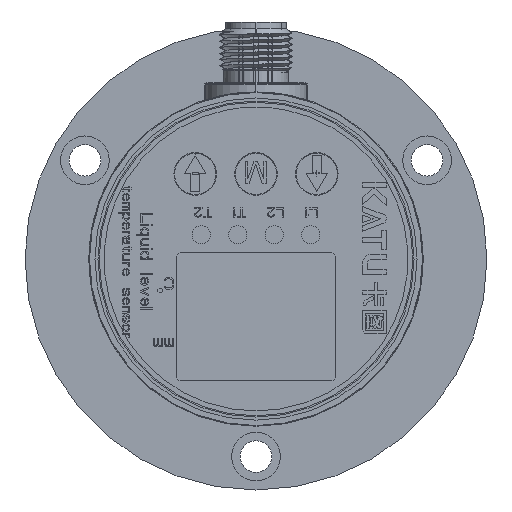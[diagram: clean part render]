
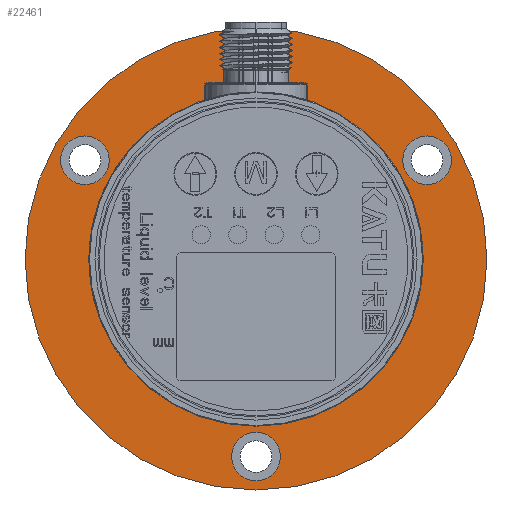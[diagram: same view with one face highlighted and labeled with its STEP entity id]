
A CAD part, left-side view. The second image highlights one B-rep face of the part: STEP entity #22461.
In plain terms, the highlighted planar face has unit normal (-1, 0, 0).
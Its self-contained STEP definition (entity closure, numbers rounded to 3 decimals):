
#270 = DIRECTION ( 'NONE',  ( -1., 0., 0. ) ) ;
#831 = ORIENTED_EDGE ( 'NONE', *, *, #30606, .F. ) ;
#1047 = EDGE_LOOP ( 'NONE', ( #16808, #33062 ) ) ;
#2217 = CARTESIAN_POINT ( 'NONE',  ( 40., 8.958, 26. ) ) ;
#2540 = DIRECTION ( 'NONE',  ( 0., 0., -1. ) ) ;
#3116 = CARTESIAN_POINT ( 'NONE',  ( 40., 0., 38. ) ) ;
#3645 = CARTESIAN_POINT ( 'NONE',  ( 40., 0., 0. ) ) ;
#4499 = EDGE_CURVE ( 'NONE', #47120, #30615, #21246, .T. ) ;
#4795 = DIRECTION ( 'NONE',  ( 0., 0., -1. ) ) ;
#4851 = CARTESIAN_POINT ( 'NONE',  ( 40., 0., -32.5 ) ) ;
#5223 = DIRECTION ( 'NONE',  ( 0., -1., 0. ) ) ;
#6014 = AXIS2_PLACEMENT_3D ( 'NONE', #8932, #270, #21780 ) ;
#6259 = CIRCLE ( 'NONE', #12356, 27.5 ) ;
#6320 = EDGE_CURVE ( 'NONE', #30615, #47120, #10199, .T. ) ;
#6741 = CIRCLE ( 'NONE', #6014, 4. ) ;
#7017 = EDGE_CURVE ( 'NONE', #48295, #9576, #52596, .T. ) ;
#7649 = EDGE_CURVE ( 'NONE', #46129, #48295, #36940, .T. ) ;
#7924 = EDGE_LOOP ( 'NONE', ( #36440, #54472 ) ) ;
#8710 = DIRECTION ( 'NONE',  ( -1., 0., 0. ) ) ;
#8932 = CARTESIAN_POINT ( 'NONE',  ( 40., -28.146, 16.25 ) ) ;
#9576 = VERTEX_POINT ( 'NONE', #2217 ) ;
#9762 = PLANE ( 'NONE',  #18900 ) ;
#9807 = EDGE_LOOP ( 'NONE', ( #20501, #25471 ) ) ;
#10154 = CIRCLE ( 'NONE', #12522, 38. ) ;
#10199 = CIRCLE ( 'NONE', #50506, 4. ) ;
#10295 = ORIENTED_EDGE ( 'NONE', *, *, #7649, .F. ) ;
#10549 = EDGE_CURVE ( 'NONE', #46129, #9576, #6259, .T. ) ;
#11823 = DIRECTION ( 'NONE',  ( 0., 1., 0. ) ) ;
#12356 = AXIS2_PLACEMENT_3D ( 'NONE', #24275, #36907, #32196 ) ;
#12522 = AXIS2_PLACEMENT_3D ( 'NONE', #26321, #47542, #4795 ) ;
#13662 = CARTESIAN_POINT ( 'NONE',  ( 40., -24.146, 16.25 ) ) ;
#14086 = DIRECTION ( 'NONE',  ( 0., 1., 0. ) ) ;
#15613 = CARTESIAN_POINT ( 'NONE',  ( 40., 4., -32.5 ) ) ;
#15821 = EDGE_CURVE ( 'NONE', #24902, #35483, #26927, .T. ) ;
#15934 = DIRECTION ( 'NONE',  ( 0., 1., 0. ) ) ;
#16030 = DIRECTION ( 'NONE',  ( 0., 1., 0. ) ) ;
#16180 = CARTESIAN_POINT ( 'NONE',  ( 40., 28.146, 16.25 ) ) ;
#16757 = ORIENTED_EDGE ( 'NONE', *, *, #25581, .F. ) ;
#16808 = ORIENTED_EDGE ( 'NONE', *, *, #26481, .F. ) ;
#17400 = DIRECTION ( 'NONE',  ( 0., 1., 0. ) ) ;
#18900 = AXIS2_PLACEMENT_3D ( 'NONE', #52923, #39945, #14086 ) ;
#20501 = ORIENTED_EDGE ( 'NONE', *, *, #15821, .T. ) ;
#20506 = DIRECTION ( 'NONE',  ( 0., -1., 0. ) ) ;
#21246 = CIRCLE ( 'NONE', #33121, 4. ) ;
#21254 = DIRECTION ( 'NONE',  ( -1., 0., 0. ) ) ;
#21780 = DIRECTION ( 'NONE',  ( 0., -1., 0. ) ) ;
#22461 = ADVANCED_FACE ( 'NONE', ( #26752, #31459, #49626, #27413, #35525 ), #9762, .F. ) ;
#24275 = CARTESIAN_POINT ( 'NONE',  ( 40., 0., 0. ) ) ;
#24902 = VERTEX_POINT ( 'NONE', #48514 ) ;
#25307 = EDGE_LOOP ( 'NONE', ( #831, #16757 ) ) ;
#25471 = ORIENTED_EDGE ( 'NONE', *, *, #26525, .F. ) ;
#25581 = EDGE_CURVE ( 'NONE', #29288, #45115, #27797, .T. ) ;
#26067 = CARTESIAN_POINT ( 'NONE',  ( 40., -4., -32.5 ) ) ;
#26321 = CARTESIAN_POINT ( 'NONE',  ( 40., 0., 0. ) ) ;
#26481 = EDGE_CURVE ( 'NONE', #38458, #29026, #6741, .T. ) ;
#26525 = EDGE_CURVE ( 'NONE', #24902, #35483, #10154, .T. ) ;
#26752 = FACE_OUTER_BOUND ( 'NONE', #9807, .T. ) ;
#26927 = CIRCLE ( 'NONE', #50076, 38. ) ;
#27413 = FACE_BOUND ( 'NONE', #25307, .T. ) ;
#27797 = CIRCLE ( 'NONE', #29493, 4. ) ;
#29026 = VERTEX_POINT ( 'NONE', #13662 ) ;
#29288 = VERTEX_POINT ( 'NONE', #35755 ) ;
#29493 = AXIS2_PLACEMENT_3D ( 'NONE', #50502, #36967, #16030 ) ;
#30606 = EDGE_CURVE ( 'NONE', #45115, #29288, #36006, .T. ) ;
#30615 = VERTEX_POINT ( 'NONE', #15613 ) ;
#31459 = FACE_BOUND ( 'NONE', #7924, .T. ) ;
#32196 = DIRECTION ( 'NONE',  ( 0., 0., -1. ) ) ;
#32535 = CARTESIAN_POINT ( 'NONE',  ( 40., 0., 0. ) ) ;
#32875 = CIRCLE ( 'NONE', #41699, 4. ) ;
#32943 = CARTESIAN_POINT ( 'NONE',  ( 40., -28.146, 16.25 ) ) ;
#33062 = ORIENTED_EDGE ( 'NONE', *, *, #33927, .F. ) ;
#33121 = AXIS2_PLACEMENT_3D ( 'NONE', #4851, #52152, #5223 ) ;
#33292 = AXIS2_PLACEMENT_3D ( 'NONE', #16180, #54961, #20506 ) ;
#33927 = EDGE_CURVE ( 'NONE', #29026, #38458, #32875, .T. ) ;
#34957 = CARTESIAN_POINT ( 'NONE',  ( 40., -8.958, 26. ) ) ;
#35483 = VERTEX_POINT ( 'NONE', #3116 ) ;
#35525 = FACE_BOUND ( 'NONE', #45472, .T. ) ;
#35755 = CARTESIAN_POINT ( 'NONE',  ( 40., 32.146, 16.25 ) ) ;
#36006 = CIRCLE ( 'NONE', #33292, 4. ) ;
#36232 = ORIENTED_EDGE ( 'NONE', *, *, #7017, .F. ) ;
#36440 = ORIENTED_EDGE ( 'NONE', *, *, #4499, .F. ) ;
#36907 = DIRECTION ( 'NONE',  ( 1., 0., 0. ) ) ;
#36940 = CIRCLE ( 'NONE', #43662, 27.5 ) ;
#36967 = DIRECTION ( 'NONE',  ( -1., 0., 0. ) ) ;
#38458 = VERTEX_POINT ( 'NONE', #39650 ) ;
#38898 = DIRECTION ( 'NONE',  ( 0., 0., -1. ) ) ;
#39123 = ORIENTED_EDGE ( 'NONE', *, *, #10549, .T. ) ;
#39650 = CARTESIAN_POINT ( 'NONE',  ( 40., -32.146, 16.25 ) ) ;
#39801 = VECTOR ( 'NONE', #17400, 1000. ) ;
#39945 = DIRECTION ( 'NONE',  ( 1., 0., 0. ) ) ;
#39966 = CARTESIAN_POINT ( 'NONE',  ( 40., -8.958, 26. ) ) ;
#41018 = DIRECTION ( 'NONE',  ( -1., 0., 0. ) ) ;
#41699 = AXIS2_PLACEMENT_3D ( 'NONE', #32943, #50408, #15934 ) ;
#43662 = AXIS2_PLACEMENT_3D ( 'NONE', #3645, #8710, #38898 ) ;
#45115 = VERTEX_POINT ( 'NONE', #49282 ) ;
#45472 = EDGE_LOOP ( 'NONE', ( #39123, #36232, #10295 ) ) ;
#46129 = VERTEX_POINT ( 'NONE', #48738 ) ;
#47024 = CARTESIAN_POINT ( 'NONE',  ( 40., 0., -32.5 ) ) ;
#47120 = VERTEX_POINT ( 'NONE', #26067 ) ;
#47542 = DIRECTION ( 'NONE',  ( 1., 0., 0. ) ) ;
#48295 = VERTEX_POINT ( 'NONE', #39966 ) ;
#48514 = CARTESIAN_POINT ( 'NONE',  ( 40., 0., -38. ) ) ;
#48738 = CARTESIAN_POINT ( 'NONE',  ( 40., 0., -27.5 ) ) ;
#49282 = CARTESIAN_POINT ( 'NONE',  ( 40., 24.146, 16.25 ) ) ;
#49626 = FACE_BOUND ( 'NONE', #1047, .T. ) ;
#50076 = AXIS2_PLACEMENT_3D ( 'NONE', #32535, #41018, #2540 ) ;
#50408 = DIRECTION ( 'NONE',  ( -1., 0., 0. ) ) ;
#50502 = CARTESIAN_POINT ( 'NONE',  ( 40., 28.146, 16.25 ) ) ;
#50506 = AXIS2_PLACEMENT_3D ( 'NONE', #47024, #21254, #11823 ) ;
#52152 = DIRECTION ( 'NONE',  ( -1., 0., 0. ) ) ;
#52596 = LINE ( 'NONE', #34957, #39801 ) ;
#52923 = CARTESIAN_POINT ( 'NONE',  ( 40., 0., 0. ) ) ;
#54472 = ORIENTED_EDGE ( 'NONE', *, *, #6320, .F. ) ;
#54961 = DIRECTION ( 'NONE',  ( -1., 0., 0. ) ) ;
